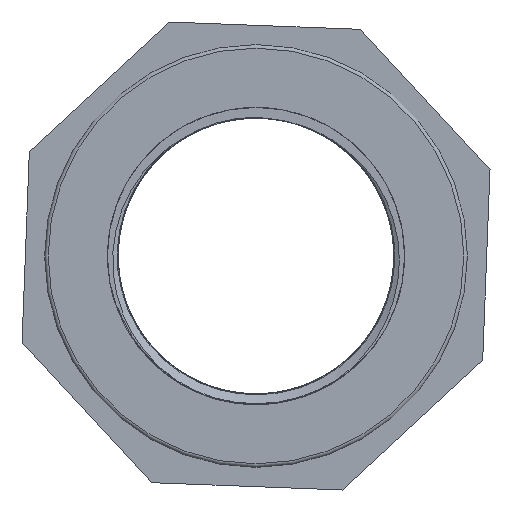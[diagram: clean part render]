
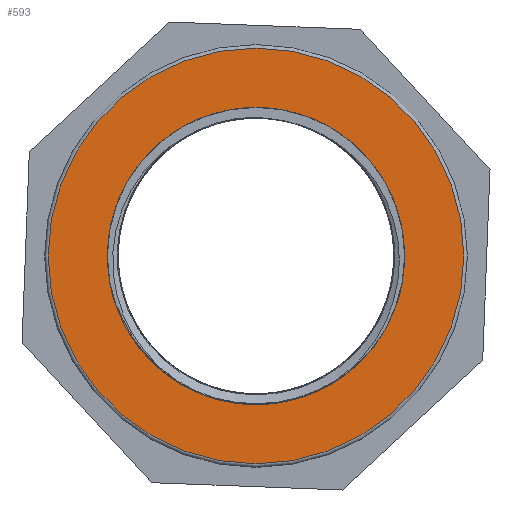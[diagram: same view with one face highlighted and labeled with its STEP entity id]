
A CAD part, left-side view. The second image highlights one B-rep face of the part: STEP entity #593.
In plain terms, the highlighted planar face has unit normal (-1, 0, 0).
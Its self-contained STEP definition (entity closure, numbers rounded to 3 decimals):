
#126=PLANE('',#642);
#139=FACE_BOUND('',#209,.T.);
#165=FACE_OUTER_BOUND('',#208,.T.);
#208=EDGE_LOOP('',(#449));
#209=EDGE_LOOP('',(#450));
#255=CIRCLE('',#639,29.305);
#257=CIRCLE('',#643,20.955);
#290=VERTEX_POINT('',#850);
#292=VERTEX_POINT('',#856);
#357=EDGE_CURVE('',#290,#290,#255,.T.);
#359=EDGE_CURVE('',#292,#292,#257,.T.);
#449=ORIENTED_EDGE('',*,*,#357,.F.);
#450=ORIENTED_EDGE('',*,*,#359,.F.);
#593=ADVANCED_FACE('',(#165,#139),#126,.T.);
#639=AXIS2_PLACEMENT_3D('',#851,#725,#726);
#642=AXIS2_PLACEMENT_3D('',#855,#731,#732);
#643=AXIS2_PLACEMENT_3D('',#857,#733,#734);
#725=DIRECTION('center_axis',(1.,0.,0.));
#726=DIRECTION('ref_axis',(0.,1.,0.));
#731=DIRECTION('center_axis',(-1.,0.,0.));
#732=DIRECTION('ref_axis',(0.,0.,1.));
#733=DIRECTION('center_axis',(-1.,0.,0.));
#734=DIRECTION('ref_axis',(0.,0.,1.));
#850=CARTESIAN_POINT('',(0.,-29.305,0.));
#851=CARTESIAN_POINT('Origin',(0.,0.,0.));
#855=CARTESIAN_POINT('Origin',(0.,-20.955,0.));
#856=CARTESIAN_POINT('',(0.,-20.955,0.));
#857=CARTESIAN_POINT('Origin',(0.,0.,0.));
